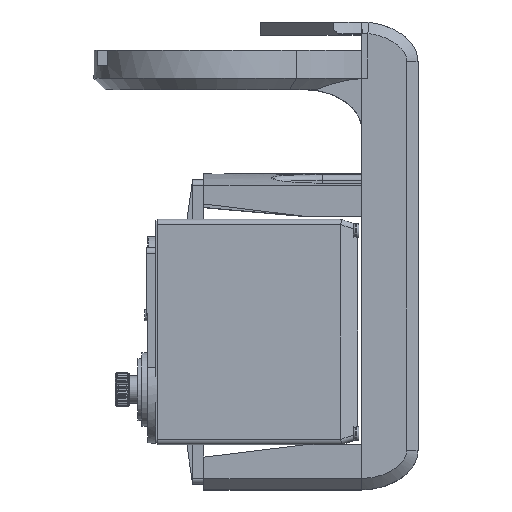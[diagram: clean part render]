
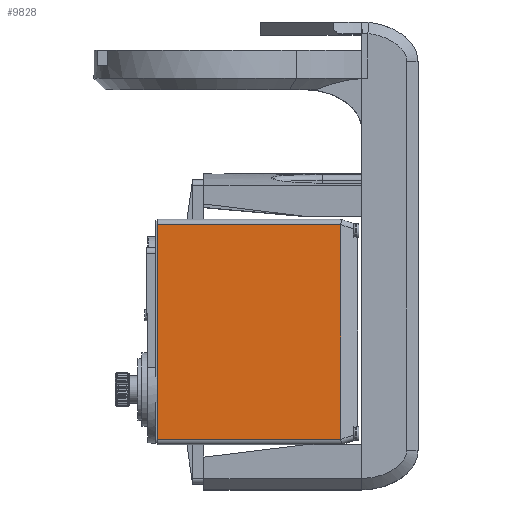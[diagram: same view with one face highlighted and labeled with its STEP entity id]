
A CAD part, top view. The second image highlights one B-rep face of the part: STEP entity #9828.
In plain terms, the highlighted face is planar.
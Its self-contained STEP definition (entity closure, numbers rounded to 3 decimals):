
#479=PLANE('',#10643);
#1299=LINE('',#19064,#1951);
#1308=LINE('',#19090,#1960);
#1309=LINE('',#19093,#1961);
#1310=LINE('',#19094,#1962);
#1311=LINE('',#19095,#1963);
#1951=VECTOR('',#12497,10.);
#1960=VECTOR('',#12524,10.);
#1961=VECTOR('',#12527,10.);
#1962=VECTOR('',#12528,10.);
#1963=VECTOR('',#12529,10.);
#2512=FACE_OUTER_BOUND('',#3088,.T.);
#3088=EDGE_LOOP('',(#7933,#7934,#7935,#7936,#7937));
#4437=VERTEX_POINT('',#19061);
#4438=VERTEX_POINT('',#19063);
#4445=VERTEX_POINT('',#19085);
#4446=VERTEX_POINT('',#19088);
#4447=VERTEX_POINT('',#19092);
#5688=EDGE_CURVE('',#4437,#4438,#1299,.T.);
#5703=EDGE_CURVE('',#4446,#4445,#1308,.T.);
#5704=EDGE_CURVE('',#4438,#4447,#1309,.T.);
#5705=EDGE_CURVE('',#4445,#4437,#1310,.T.);
#5706=EDGE_CURVE('',#4446,#4447,#1311,.T.);
#7933=ORIENTED_EDGE('',*,*,#5704,.F.);
#7934=ORIENTED_EDGE('',*,*,#5688,.F.);
#7935=ORIENTED_EDGE('',*,*,#5705,.F.);
#7936=ORIENTED_EDGE('',*,*,#5703,.F.);
#7937=ORIENTED_EDGE('',*,*,#5706,.T.);
#9828=ADVANCED_FACE('',(#2512),#479,.T.);
#10643=AXIS2_PLACEMENT_3D('',#19091,#12525,#12526);
#12497=DIRECTION('',(0.,0.,-1.));
#12524=DIRECTION('',(0.,1.,0.));
#12525=DIRECTION('center_axis',(1.,0.,0.));
#12526=DIRECTION('ref_axis',(0.,0.,-1.));
#12527=DIRECTION('',(0.,-1.,0.));
#12528=DIRECTION('',(0.,0.,-1.));
#12529=DIRECTION('',(0.,0.,-1.));
#19061=CARTESIAN_POINT('',(9.5,35.5,10.2));
#19063=CARTESIAN_POINT('',(9.5,35.5,-19.));
#19064=CARTESIAN_POINT('',(9.5,35.5,20.));
#19085=CARTESIAN_POINT('',(9.5,35.5,19.));
#19088=CARTESIAN_POINT('',(9.5,3.,19.));
#19090=CARTESIAN_POINT('',(9.5,3.,19.));
#19091=CARTESIAN_POINT('Origin',(9.5,3.,20.));
#19092=CARTESIAN_POINT('',(9.5,3.,-19.));
#19093=CARTESIAN_POINT('',(9.5,3.,-19.));
#19094=CARTESIAN_POINT('',(9.5,35.5,20.));
#19095=CARTESIAN_POINT('',(9.5,3.,20.));
